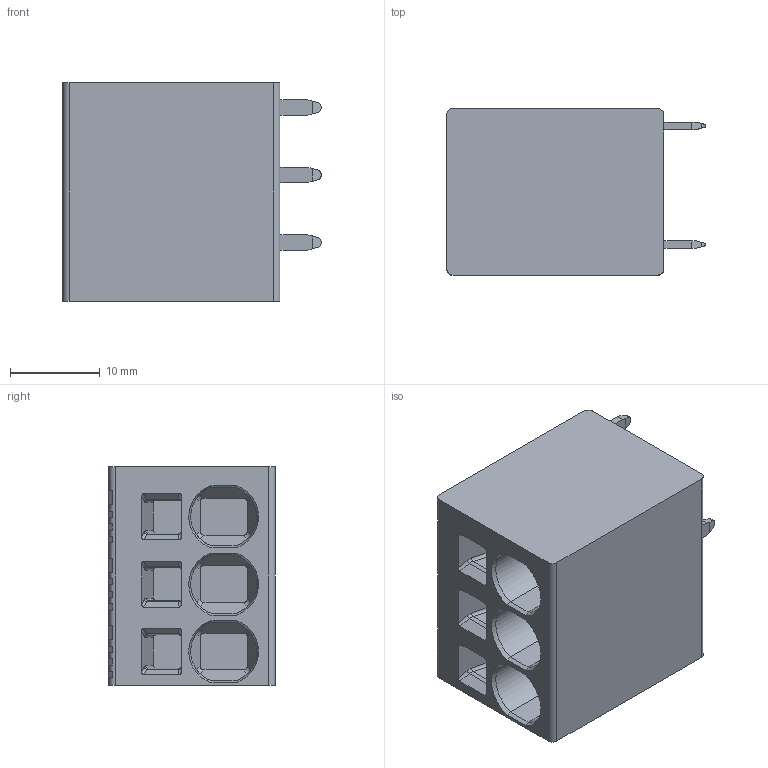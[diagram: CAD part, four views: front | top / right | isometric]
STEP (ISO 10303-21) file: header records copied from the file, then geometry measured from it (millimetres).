
FILE_DESCRIPTION((''),'2;1');
FILE_NAME('TLM-404VA','2024-09-21T',('sj'),(''),'PRO/ENGINEER BY PARAMETRIC TECHNOLOGY CORPORATION, 2013240','PRO/ENGINEER BY PARAMETRIC TECHNOLOGY CORPORATION, 2013240','');
FILE_SCHEMA(('AUTOMOTIVE_DESIGN_CC2 { 1 2 10303 214 -1 1 5 2 }'));
Length unit declared in the file: millimetre
Products named in the file (1): TLM-404VA
Bounding box: 28.75 x 18.5 x 24.3 mm (x, y, z)
Volume: 9691.2 mm3; surface area: 3789.1 mm2
Topology: 1 solids, 1 shells, 199 faces, 528 edges, 340 vertices
Faces by surface type: plane 126, cylinder 55, cone 6, torus 6, bspline 6
Entity records: 6524 total; most frequent: CARTESIAN_POINT 1695, ORIENTED_EDGE 1056, DIRECTION 910, EDGE_CURVE 528, VECTOR 352, LINE 352, VERTEX_POINT 340, AXIS2_PLACEMENT_3D 279
